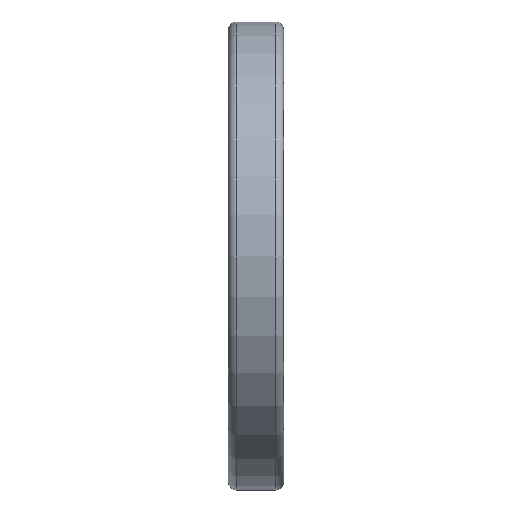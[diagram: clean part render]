
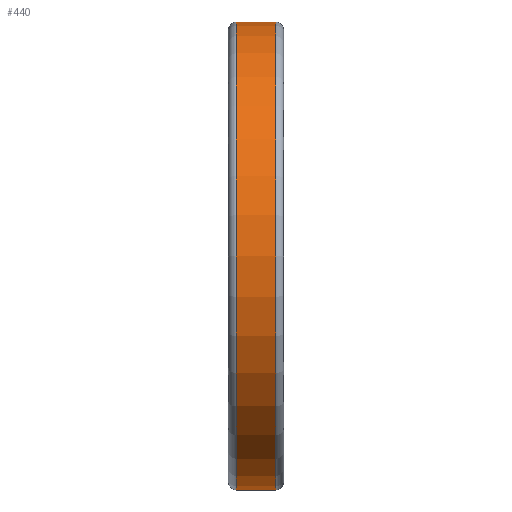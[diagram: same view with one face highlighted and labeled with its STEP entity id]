
A CAD part, front view. The second image highlights one B-rep face of the part: STEP entity #440.
In plain terms, the highlighted cylindrical face has radius 55 mm (diameter 110 mm), a full revolution.
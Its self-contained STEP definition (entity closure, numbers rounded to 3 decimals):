
#30=CYLINDRICAL_SURFACE('',#788,55.);
#74=ORIENTED_EDGE('',*,*,#129,.T.);
#75=ORIENTED_EDGE('',*,*,#141,.F.);
#129=EDGE_CURVE('',#304,#304,#169,.T.);
#141=EDGE_CURVE('',#316,#316,#181,.T.);
#169=CIRCLE('',#763,55.);
#181=CIRCLE('',#787,55.);
#234=EDGE_LOOP('',(#74));
#235=EDGE_LOOP('',(#75));
#304=VERTEX_POINT('',#1163);
#316=VERTEX_POINT('',#1199);
#371=FACE_BOUND('',#234,.T.);
#372=FACE_BOUND('',#235,.T.);
#440=ADVANCED_FACE('',(#371,#372),#30,.T.);
#763=AXIS2_PLACEMENT_3D('',#1162,#947,#948);
#787=AXIS2_PLACEMENT_3D('',#1198,#995,#996);
#788=AXIS2_PLACEMENT_3D('',#1200,#997,#998);
#947=DIRECTION('',(1.,0.,0.));
#948=DIRECTION('',(0.,0.,-1.));
#995=DIRECTION('',(1.,0.,0.));
#996=DIRECTION('',(0.,0.,-1.));
#997=DIRECTION('',(1.,0.,0.));
#998=DIRECTION('',(0.,0.,-1.));
#1162=CARTESIAN_POINT('',(1.9,0.,0.));
#1163=CARTESIAN_POINT('',(1.9,0.,-55.));
#1198=CARTESIAN_POINT('',(11.1,0.,0.));
#1199=CARTESIAN_POINT('',(11.1,0.,-55.));
#1200=CARTESIAN_POINT('',(50.,0.,0.));
